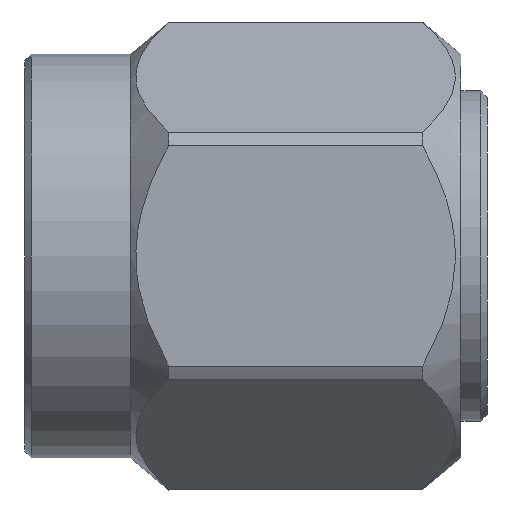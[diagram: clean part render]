
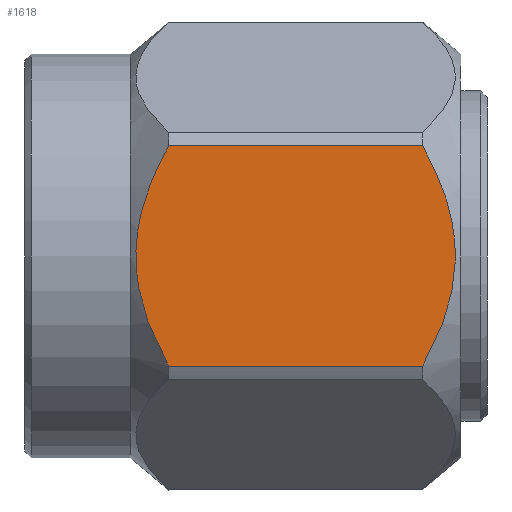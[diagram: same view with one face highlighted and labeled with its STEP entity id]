
A CAD part, front view. The second image highlights one B-rep face of the part: STEP entity #1618.
In plain terms, the highlighted planar face has unit normal (0, -1, 0).
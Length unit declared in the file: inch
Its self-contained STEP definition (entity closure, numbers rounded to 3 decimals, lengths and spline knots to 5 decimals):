
#8 = CARTESIAN_POINT ( 'NONE',  ( 0.32248, -0.15625, 0.03036 ) ) ;
#37 = CARTESIAN_POINT ( 'NONE',  ( 0.08721, -0.15624, 0.02885 ) ) ;
#120 = FACE_OUTER_BOUND ( 'NONE', #383, .T. ) ;
#129 = ORIENTED_EDGE ( 'NONE', *, *, #145, .T. ) ;
#145 = EDGE_CURVE ( 'NONE', #1569, #545, #3005, .T. ) ;
#152 = DIRECTION ( 'NONE',  ( 0., 0., -1. ) ) ;
#173 = CARTESIAN_POINT ( 'NONE',  ( 0.1089, -0.15625, 0.08326 ) ) ;
#208 = CARTESIAN_POINT ( 'NONE',  ( 0.31485, -0.15625, 0.05594 ) ) ;
#224 = CARTESIAN_POINT ( 'NONE',  ( 0.31989, -0.15625, 0.03996 ) ) ;
#242 = CARTESIAN_POINT ( 'NONE',  ( 0.3011, -0.15625, 0.08326 ) ) ;
#276 = CARTESIAN_POINT ( 'NONE',  ( 0.31793, -0.15625, -0.04616 ) ) ;
#286 = CARTESIAN_POINT ( 'NONE',  ( 0.08648, -0.15624, 0.02526 ) ) ;
#359 = CARTESIAN_POINT ( 'NONE',  ( 0.1089, -0.15625, -0.08326 ) ) ;
#383 = EDGE_LOOP ( 'NONE', ( #1661, #2387, #129, #568 ) ) ;
#406 = CARTESIAN_POINT ( 'NONE',  ( 0.09087, -0.15625, 0.04245 ) ) ;
#415 = EDGE_CURVE ( 'NONE', #949, #2514, #1554, .T. ) ;
#419 = PLANE ( 'NONE',  #557 ) ;
#436 = CARTESIAN_POINT ( 'NONE',  ( 0.54, -0.15625, -0.09021 ) ) ;
#449 = VECTOR ( 'NONE', #454, 39.37008 ) ;
#454 = DIRECTION ( 'NONE',  ( 1., 0., 0. ) ) ;
#486 = CARTESIAN_POINT ( 'NONE',  ( 0.54, -0.15625, -0.08326 ) ) ;
#491 = CARTESIAN_POINT ( 'NONE',  ( 0.31833, -0.15625, -0.04496 ) ) ;
#541 = CARTESIAN_POINT ( 'NONE',  ( 0.0841, -0.15625, -0.01436 ) ) ;
#545 = VERTEX_POINT ( 'NONE', #2607 ) ;
#557 = AXIS2_PLACEMENT_3D ( 'NONE', #436, #1437, #152 ) ;
#568 = ORIENTED_EDGE ( 'NONE', *, *, #2813, .T. ) ;
#577 = CARTESIAN_POINT ( 'NONE',  ( 0.09302, -0.15625, -0.04893 ) ) ;
#789 = CARTESIAN_POINT ( 'NONE',  ( 0.31859, -0.15625, -0.04417 ) ) ;
#802 = CARTESIAN_POINT ( 'NONE',  ( 0.09124, -0.15625, -0.04364 ) ) ;
#818 = CARTESIAN_POINT ( 'NONE',  ( 0.10506, -0.15625, -0.07639 ) ) ;
#915 = CARTESIAN_POINT ( 'NONE',  ( 0.10124, -0.15625, 0.06959 ) ) ;
#941 = CARTESIAN_POINT ( 'NONE',  ( 0.3011, -0.15625, 0.08326 ) ) ;
#949 = VERTEX_POINT ( 'NONE', #941 ) ;
#965 = CARTESIAN_POINT ( 'NONE',  ( 0.31903, -0.15625, 0.04278 ) ) ;
#1061 = CARTESIAN_POINT ( 'NONE',  ( 0.08924, -0.15625, 0.03698 ) ) ;
#1072 = DIRECTION ( 'NONE',  ( -1., 0., 0. ) ) ;
#1248 = CARTESIAN_POINT ( 'NONE',  ( 0.31697, -0.15625, -0.04897 ) ) ;
#1266 = CARTESIAN_POINT ( 'NONE',  ( 0.31919, -0.15625, 0.04226 ) ) ;
#1313 = CARTESIAN_POINT ( 'NONE',  ( 0.09163, -0.15625, -0.04482 ) ) ;
#1325 = CARTESIAN_POINT ( 'NONE',  ( 0.54, -0.15625, 0.08326 ) ) ;
#1424 = CARTESIAN_POINT ( 'NONE',  ( 0.1089, -0.15625, 0.08326 ) ) ;
#1437 = DIRECTION ( 'NONE',  ( 0., -1., 0. ) ) ;
#1493 = CARTESIAN_POINT ( 'NONE',  ( 0.30498, -0.15625, -0.07632 ) ) ;
#1508 = CARTESIAN_POINT ( 'NONE',  ( 0.31012, -0.15625, -0.06613 ) ) ;
#1538 = EDGE_CURVE ( 'NONE', #1569, #2514, #1874, .T. ) ;
#1554 = LINE ( 'NONE', #1325, #3192 ) ;
#1563 = CARTESIAN_POINT ( 'NONE',  ( 0.08413, -0.15625, 0.00737 ) ) ;
#1569 = VERTEX_POINT ( 'NONE', #1705 ) ;
#1618 = ADVANCED_FACE ( 'NONE', ( #120 ), #419, .T. ) ;
#1639 = CARTESIAN_POINT ( 'NONE',  ( 0.09103, -0.15625, 0.04296 ) ) ;
#1661 = ORIENTED_EDGE ( 'NONE', *, *, #415, .T. ) ;
#1705 = CARTESIAN_POINT ( 'NONE',  ( 0.1089, -0.15625, -0.08326 ) ) ;
#1797 = CARTESIAN_POINT ( 'NONE',  ( 0.32589, -0.15625, 0.00695 ) ) ;
#1867 = B_SPLINE_CURVE_WITH_KNOTS ( 'NONE', 3,
 ( #2570, #1493, #1508, #1998, #1248, #276, #491, #789, #2254, #3259, #2275, #1797, #3293, #8, #3029, #224, #2780, #1266, #965, #208, #3082, #242 ),
 .UNSPECIFIED., .F., .F.,
 ( 4, 1, 1, 1, 1, 2, 2, 2, 1, 1, 1, 1, 2, 2, 4 ),
 ( 0., 0.125, 0.1875, 0.21875, 0.23438, 0.24219, 0.25, 0.5, 0.625, 0.6875, 0.71875, 0.73438, 0.74219, 0.75, 1. ),
 .UNSPECIFIED. ) ;
#1874 = B_SPLINE_CURVE_WITH_KNOTS ( 'NONE', 3,
 ( #359, #818, #1877, #2065, #2134, #3160, #577, #3092, #1313, #2907, #802, #2841, #541, #1563, #2582, #286, #37, #2082, #1061, #3106, #2147, #406, #1639, #2722, #915, #1424 ),
 .UNSPECIFIED., .F., .F.,
 ( 4, 2, 2, 1, 1, 2, 2, 2, 2, 2, 1, 1, 2, 2, 4 ),
 ( 0., 0.125, 0.1875, 0.21875, 0.23438, 0.24219, 0.25, 0.5, 0.625, 0.6875, 0.71875, 0.73438, 0.74219, 0.75, 1. ),
 .UNSPECIFIED. ) ;
#1877 = CARTESIAN_POINT ( 'NONE',  ( 0.10165, -0.15625, -0.06965 ) ) ;
#1998 = CARTESIAN_POINT ( 'NONE',  ( 0.31489, -0.15625, -0.05463 ) ) ;
#2065 = CARTESIAN_POINT ( 'NONE',  ( 0.0972, -0.15625, -0.05967 ) ) ;
#2082 = CARTESIAN_POINT ( 'NONE',  ( 0.08853, -0.15625, 0.03426 ) ) ;
#2134 = CARTESIAN_POINT ( 'NONE',  ( 0.09582, -0.15625, -0.05635 ) ) ;
#2147 = CARTESIAN_POINT ( 'NONE',  ( 0.09059, -0.15625, 0.04154 ) ) ;
#2254 = CARTESIAN_POINT ( 'NONE',  ( 0.3187, -0.15625, -0.04383 ) ) ;
#2275 = CARTESIAN_POINT ( 'NONE',  ( 0.32587, -0.15625, -0.01428 ) ) ;
#2387 = ORIENTED_EDGE ( 'NONE', *, *, #1538, .F. ) ;
#2514 = VERTEX_POINT ( 'NONE', #173 ) ;
#2570 = CARTESIAN_POINT ( 'NONE',  ( 0.3011, -0.15625, -0.08326 ) ) ;
#2582 = CARTESIAN_POINT ( 'NONE',  ( 0.08472, -0.15624, 0.01451 ) ) ;
#2607 = CARTESIAN_POINT ( 'NONE',  ( 0.3011, -0.15625, -0.08326 ) ) ;
#2722 = CARTESIAN_POINT ( 'NONE',  ( 0.09533, -0.15625, 0.05646 ) ) ;
#2780 = CARTESIAN_POINT ( 'NONE',  ( 0.31948, -0.15625, 0.04134 ) ) ;
#2813 = EDGE_CURVE ( 'NONE', #545, #949, #1867, .T. ) ;
#2841 = CARTESIAN_POINT ( 'NONE',  ( 0.08643, -0.15625, -0.02848 ) ) ;
#2907 = CARTESIAN_POINT ( 'NONE',  ( 0.09136, -0.15625, -0.044 ) ) ;
#3005 = LINE ( 'NONE', #486, #449 ) ;
#3029 = CARTESIAN_POINT ( 'NONE',  ( 0.32082, -0.15625, 0.03676 ) ) ;
#3082 = CARTESIAN_POINT ( 'NONE',  ( 0.30892, -0.15625, 0.0693 ) ) ;
#3092 = CARTESIAN_POINT ( 'NONE',  ( 0.09203, -0.15625, -0.04605 ) ) ;
#3106 = CARTESIAN_POINT ( 'NONE',  ( 0.09017, -0.15625, 0.04017 ) ) ;
#3160 = CARTESIAN_POINT ( 'NONE',  ( 0.09393, -0.15625, -0.0514 ) ) ;
#3192 = VECTOR ( 'NONE', #1072, 39.37008 ) ;
#3259 = CARTESIAN_POINT ( 'NONE',  ( 0.32352, -0.15625, -0.0287 ) ) ;
#3293 = CARTESIAN_POINT ( 'NONE',  ( 0.32502, -0.15625, 0.01767 ) ) ;
